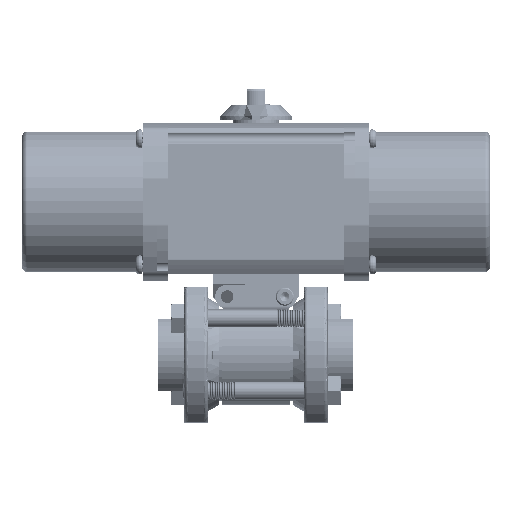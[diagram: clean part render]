
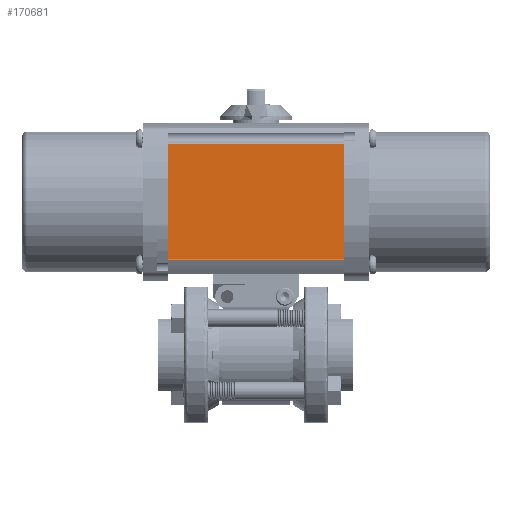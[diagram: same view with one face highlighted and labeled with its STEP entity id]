
A CAD part, top view. The second image highlights one B-rep face of the part: STEP entity #170681.
In plain terms, the highlighted planar face has unit normal (0, 0, 1).
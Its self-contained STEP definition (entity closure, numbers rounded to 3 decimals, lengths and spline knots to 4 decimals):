
#7922 = DIRECTION ( 'NONE',  ( 0., 1., 0. ) ) ;
#11195 = VERTEX_POINT ( 'NONE', #190562 ) ;
#13510 = FACE_OUTER_BOUND ( 'NONE', #51121, .T. ) ;
#15464 = CARTESIAN_POINT ( 'NONE',  ( 1.5275, 1.6529, 1.17 ) ) ;
#20506 = VECTOR ( 'NONE', #7922, 39.3701 ) ;
#21172 = DIRECTION ( 'NONE',  ( 1., 0., 0. ) ) ;
#22554 = VECTOR ( 'NONE', #187667, 39.3701 ) ;
#26496 = ORIENTED_EDGE ( 'NONE', *, *, #81861, .F. ) ;
#30152 = EDGE_CURVE ( 'NONE', #170169, #64120, #150520, .T. ) ;
#36501 = LINE ( 'NONE', #40655, #79490 ) ;
#39811 = PLANE ( 'NONE',  #91328 ) ;
#40655 = CARTESIAN_POINT ( 'NONE',  ( -5.0403, 3.6471, 1.17 ) ) ;
#51121 = EDGE_LOOP ( 'NONE', ( #192545, #112556, #26496, #196831 ) ) ;
#64120 = VERTEX_POINT ( 'NONE', #15464 ) ;
#65676 = LINE ( 'NONE', #154268, #22554 ) ;
#72255 = DIRECTION ( 'NONE',  ( 0., 0., -1. ) ) ;
#79490 = VECTOR ( 'NONE', #170257, 39.3701 ) ;
#81861 = EDGE_CURVE ( 'NONE', #170169, #138884, #193038, .T. ) ;
#91328 = AXIS2_PLACEMENT_3D ( 'NONE', #169394, #72255, #185788 ) ;
#107268 = VECTOR ( 'NONE', #21172, 39.3701 ) ;
#112556 = ORIENTED_EDGE ( 'NONE', *, *, #209441, .T. ) ;
#121280 = CARTESIAN_POINT ( 'NONE',  ( -1.5275, 3.6544, 1.17 ) ) ;
#138884 = VERTEX_POINT ( 'NONE', #200441 ) ;
#150520 = LINE ( 'NONE', #166443, #107268 ) ;
#154268 = CARTESIAN_POINT ( 'NONE',  ( 1.5275, 3.6544, 1.17 ) ) ;
#166443 = CARTESIAN_POINT ( 'NONE',  ( -5.0403, 1.6529, 1.17 ) ) ;
#166759 = CARTESIAN_POINT ( 'NONE',  ( -1.5275, 1.6529, 1.17 ) ) ;
#169394 = CARTESIAN_POINT ( 'NONE',  ( -5.0403, 3.6544, 1.17 ) ) ;
#170169 = VERTEX_POINT ( 'NONE', #166759 ) ;
#170257 = DIRECTION ( 'NONE',  ( -1., 0., 0. ) ) ;
#170681 = ADVANCED_FACE ( 'NONE', ( #13510 ), #39811, .F. ) ;
#185788 = DIRECTION ( 'NONE',  ( 0., -1., 0. ) ) ;
#187667 = DIRECTION ( 'NONE',  ( 0., -1., 0. ) ) ;
#190562 = CARTESIAN_POINT ( 'NONE',  ( 1.5275, 3.6471, 1.17 ) ) ;
#192545 = ORIENTED_EDGE ( 'NONE', *, *, #204880, .F. ) ;
#193038 = LINE ( 'NONE', #121280, #20506 ) ;
#196831 = ORIENTED_EDGE ( 'NONE', *, *, #30152, .T. ) ;
#200441 = CARTESIAN_POINT ( 'NONE',  ( -1.5275, 3.6471, 1.17 ) ) ;
#204880 = EDGE_CURVE ( 'NONE', #11195, #64120, #65676, .T. ) ;
#209441 = EDGE_CURVE ( 'NONE', #11195, #138884, #36501, .T. ) ;
